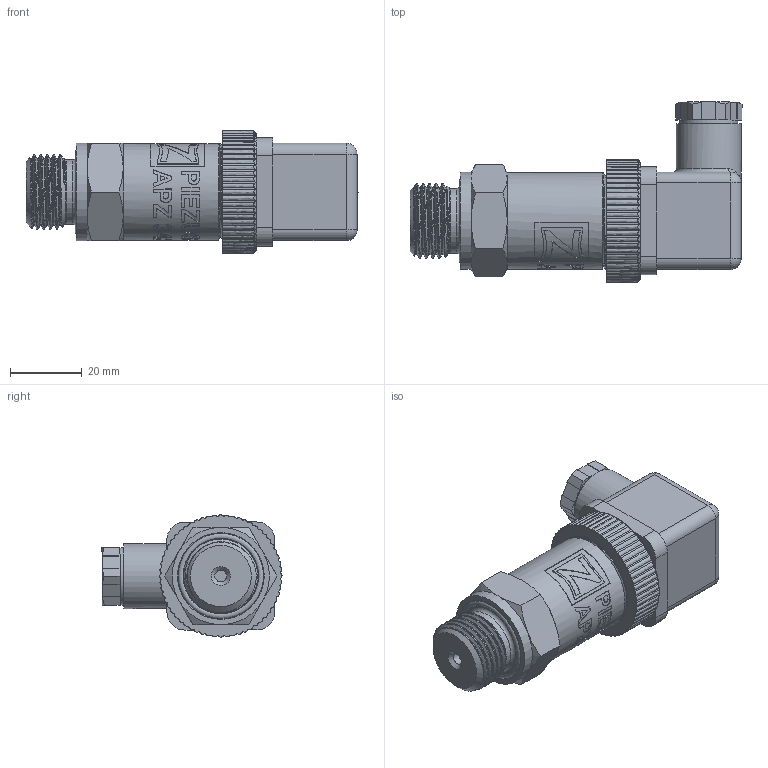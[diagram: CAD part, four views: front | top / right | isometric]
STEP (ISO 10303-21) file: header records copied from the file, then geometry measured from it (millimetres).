
FILE_DESCRIPTION(/* description */ (''),/* implementation_level */ '2;1');
FILE_NAME(/* name */ 'APZ3420_G1`2DIN_DIN43650A.step',/* time_stamp */ '2021-06-08T16:50:23+03:00',/* author */ (''),/* organization */ (''),/* preprocessor_version */ 'ST-DEVELOPER v18.1',/* originating_system */ 'Autodesk Translation Framework v10.9.0.1377',/* authorisation */ '');
FILE_SCHEMA (('AUTOMOTIVE_DESIGN { 1 0 10303 214 3 1 1 }'));
Products named in the file (5): (Unsaved); G1/2 DIN; OMAL nut M27x1.5 v8; DIN 43650A female part 28 mm high v4; DIN 43650A male Hirshmann round base v3
Assembly tree (4 placements, depth 2):
  (Unsaved)
    G1/2 DIN
    OMAL nut M27x1.5 v8
    DIN 43650A female part 28 mm high v4
    DIN 43650A male Hirshmann round base v3
Bounding box: 92.25 x 50.02 x 34 mm (x, y, z)
Volume: 60300.2 mm3; surface area: 20698.5 mm2
Topology: 5 solids, 5 shells, 1353 faces, 3732 edges, 2484 vertices
Faces by surface type: plane 561, bspline 551, cylinder 185, cone 31, torus 19, sphere 6
Full cylindrical faces by diameter (mm): 1.6 x4, 1.65 x4, 2 x1, 2.2 x1, 2.537 x16, 2.579 x1, 3.2 x1, 3.3 x1, 5 x1, 6 x1, 7.8 x1, 8 x1, 10 x1, 16 x1, 18 x2, 18.631 x4, 20.956 x1, 21 x1, 21.4 x2, 22 x1, 22.4 x1, 23.7 x1, 24.4 x1, 25.132 x4, 25.526 x4, 26.85 x4, 27 x1, 27.208 x5
Entity records: 78200 total; most frequent: CARTESIAN_POINT 46665, ORIENTED_EDGE 7460, DIRECTION 4773, EDGE_CURVE 3730, VERTEX_POINT 2484, LINE 1993, VECTOR 1993, EDGE_LOOP 1470
